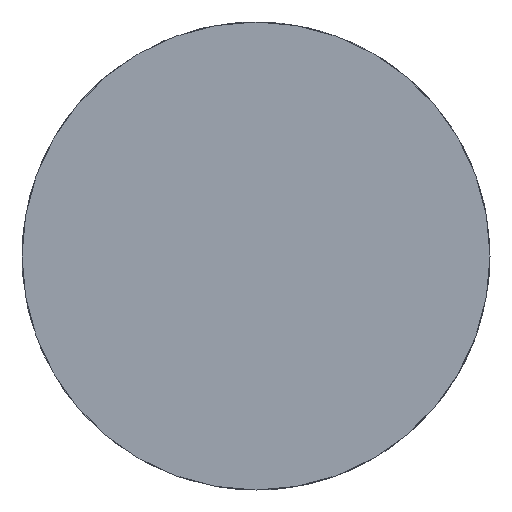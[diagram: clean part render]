
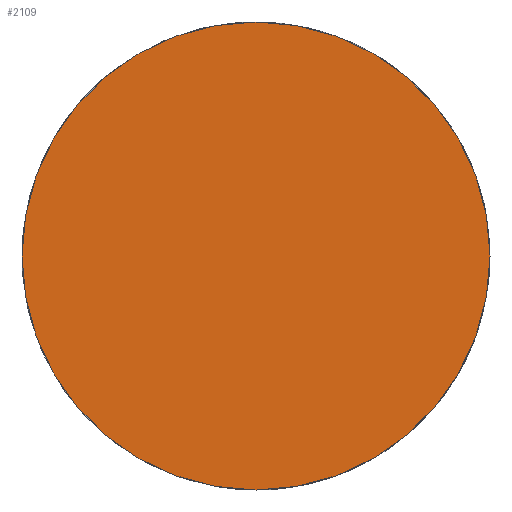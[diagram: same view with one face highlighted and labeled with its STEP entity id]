
A CAD part, front view. The second image highlights one B-rep face of the part: STEP entity #2109.
In plain terms, the highlighted planar face has unit normal (0, -1, 0).
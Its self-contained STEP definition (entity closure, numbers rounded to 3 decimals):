
#63 = CARTESIAN_POINT ( 'NONE',  ( -19.141, -9.412, 80. ) ) ;
#223 = ORIENTED_EDGE ( 'NONE', *, *, #527, .T. ) ;
#391 = EDGE_LOOP ( 'NONE', ( #223, #2661 ) ) ;
#418 = CARTESIAN_POINT ( 'NONE',  ( -19.141, -9.412, 80. ) ) ;
#526 = DIRECTION ( 'NONE',  ( 0., 0., -1. ) ) ;
#527 = EDGE_CURVE ( 'NONE', #1953, #573, #1462, .T. ) ;
#573 = VERTEX_POINT ( 'NONE', #1331 ) ;
#911 = PLANE ( 'NONE',  #2449 ) ;
#928 = FACE_OUTER_BOUND ( 'NONE', #391, .T. ) ;
#1132 = DIRECTION ( 'NONE',  ( 0., 0., -1. ) ) ;
#1218 = DIRECTION ( 'NONE',  ( 0., -1., 0. ) ) ;
#1331 = CARTESIAN_POINT ( 'NONE',  ( -19.141, -9.412, 120. ) ) ;
#1354 = DIRECTION ( 'NONE',  ( 0., 0., -1. ) ) ;
#1367 = DIRECTION ( 'NONE',  ( 0., -1., 0. ) ) ;
#1462 = CIRCLE ( 'NONE', #1564, 40. ) ;
#1564 = AXIS2_PLACEMENT_3D ( 'NONE', #418, #2459, #1354 ) ;
#1609 = AXIS2_PLACEMENT_3D ( 'NONE', #63, #1218, #526 ) ;
#1785 = CIRCLE ( 'NONE', #1609, 40. ) ;
#1953 = VERTEX_POINT ( 'NONE', #2282 ) ;
#2109 = ADVANCED_FACE ( 'NONE', ( #928 ), #911, .T. ) ;
#2282 = CARTESIAN_POINT ( 'NONE',  ( -19.141, -9.412, 40. ) ) ;
#2449 = AXIS2_PLACEMENT_3D ( 'NONE', #2735, #1367, #1132 ) ;
#2459 = DIRECTION ( 'NONE',  ( 0., -1., 0. ) ) ;
#2661 = ORIENTED_EDGE ( 'NONE', *, *, #2759, .T. ) ;
#2735 = CARTESIAN_POINT ( 'NONE',  ( -19.141, -9.412, 80. ) ) ;
#2759 = EDGE_CURVE ( 'NONE', #573, #1953, #1785, .T. ) ;
